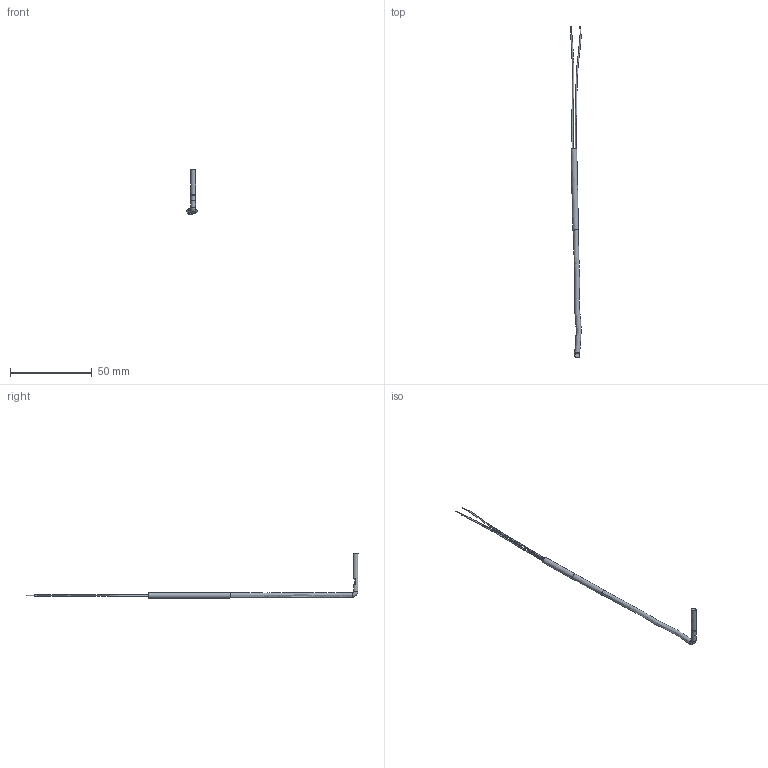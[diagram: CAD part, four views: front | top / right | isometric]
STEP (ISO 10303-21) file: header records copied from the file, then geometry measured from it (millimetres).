
FILE_DESCRIPTION (( 'STEP AP214' ), '1' );
FILE_NAME ('1073-Z1P-A.STEP', '2013-05-15T14:45:18', ( '3DAssist' ), ( '' ), 'SwSTEP 2.0', 'SolidWorks 2013', '' );
FILE_SCHEMA (( 'AUTOMOTIVE_DESIGN' ));
Length unit declared in the file: millimetre
Products named in the file (1): 1073-Z1P-A
Bounding box: 6.62 x 203.47 x 27.32 mm (x, y, z)
Volume: 1438.2 mm3; surface area: 2340.5 mm2
Topology: 9 solids, 9 shells, 37 faces, 60 edges, 41 vertices
Faces by surface type: plane 25, cylinder 7, bspline 5
Full cylindrical faces by diameter (mm): 0.3 x2, 2.95 x1, 3.5 x1
Entity records: 1545 total; most frequent: CARTESIAN_POINT 788, DIRECTION 132, ORIENTED_EDGE 98, AXIS2_PLACEMENT_3D 56, EDGE_CURVE 49, EDGE_LOOP 46, FACE_OUTER_BOUND 44, VERTEX_POINT 37
